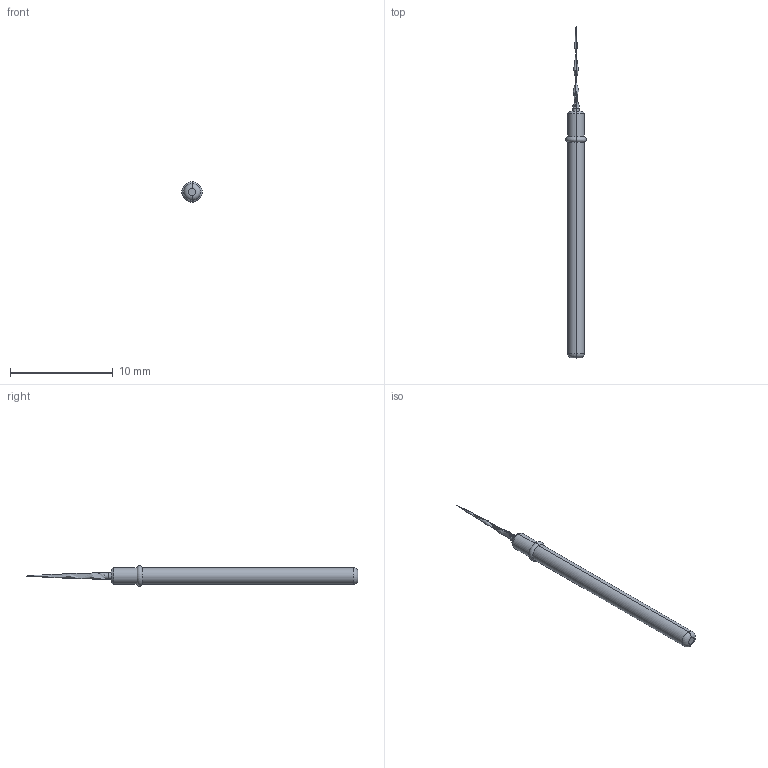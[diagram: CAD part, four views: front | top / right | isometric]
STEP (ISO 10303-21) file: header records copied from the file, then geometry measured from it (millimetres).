
FILE_DESCRIPTION (( 'STEP AP203' ), '1' );
FILE_NAME ('INGUN_GKS-112_209_060_N_xx03.STEP', '2022-01-10T12:15:38', ( 'ochi' ), ( '' ), 'SwSTEP 2.0', 'SolidWorks 2018', '' );
FILE_SCHEMA (( 'CONFIG_CONTROL_DESIGN' ));
Length unit declared in the file: millimetre
Products named in the file (1): INGUN_GKS-112_209_060_N_xx03
Bounding box: 2 x 32.3 x 2 mm (x, y, z)
Volume: 52.7 mm3; surface area: 138.5 mm2
Topology: 1 solids, 1 shells, 87 faces, 258 edges, 157 vertices
Faces by surface type: bspline 52, torus 25, cylinder 6, plane 2, cone 2
Entity records: 3361 total; most frequent: CARTESIAN_POINT 1567, ORIENTED_EDGE 480, EDGE_CURVE 240, B_SPLINE_CURVE_WITH_KNOTS 192, DIRECTION 160, VERTEX_POINT 157, EDGE_LOOP 89, ADVANCED_FACE 87
